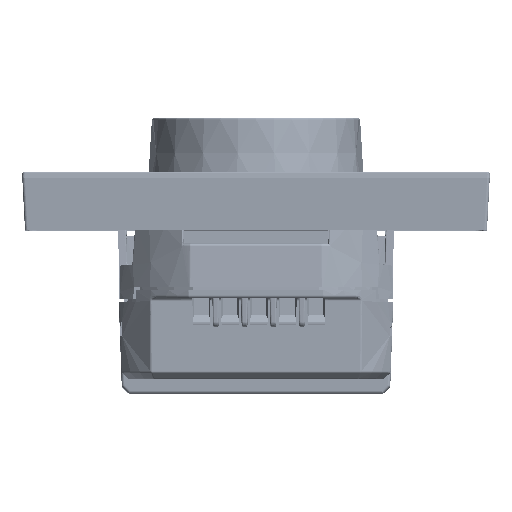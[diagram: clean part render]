
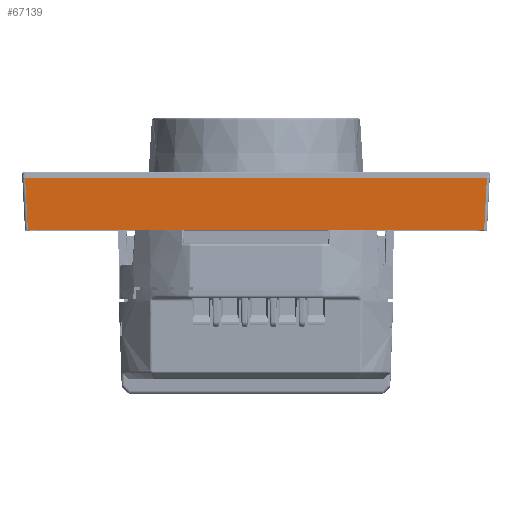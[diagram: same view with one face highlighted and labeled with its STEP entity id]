
A CAD part, top view. The second image highlights one B-rep face of the part: STEP entity #67139.
In plain terms, the highlighted planar face has unit normal (0, -0.052, 0.999).
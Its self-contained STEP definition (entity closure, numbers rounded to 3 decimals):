
#241=CARTESIAN_POINT('',(-39.729,0.,40.228));
#342=DIRECTION('',(0.052,0.997,0.052));
#343=VECTOR('',#342,9.025);
#344=CARTESIAN_POINT('',(39.729,0.,40.228));
#345=LINE('61168',#344,#343);
#349=DIRECTION('',(-1.,0.,0.));
#350=VECTOR('',#349,79.458);
#351=CARTESIAN_POINT('',(39.729,0.,40.228));
#352=LINE('61176',#351,#350);
#356=DIRECTION('',(-0.052,0.997,0.052));
#357=VECTOR('',#356,9.025);
#358=CARTESIAN_POINT('',(-39.729,0.,40.228));
#359=LINE('61173',#358,#357);
#404=DIRECTION('',(-1.,0.,0.));
#405=VECTOR('',#404,80.401);
#406=CARTESIAN_POINT('',(40.201,9.,40.7));
#407=LINE('61212',#406,#405);
#60426=CARTESIAN_POINT('',(39.729,0.,40.228));
#60427=CARTESIAN_POINT('',(40.201,9.,40.7));
#60428=VERTEX_POINT('',#60426);
#60429=VERTEX_POINT('',#60427);
#60437=VERTEX_POINT('',#241);
#60438=CARTESIAN_POINT('',(-40.201,9.,40.7));
#60439=VERTEX_POINT('',#60438);
#67126=CARTESIAN_POINT('',(40.7,9.,40.7));
#67127=DIRECTION('',(0.,0.052,-0.999));
#67128=DIRECTION('',(-1.,0.,0.));
#67129=AXIS2_PLACEMENT_3D('',#67126,#67127,#67128);
#67130=PLANE('21838',#67129);
#67131=ORIENTED_EDGE('61168',*,*,#67110,.F.);
#67132=ORIENTED_EDGE('61176',*,*,#66982,.T.);
#67134=ORIENTED_EDGE('61173',*,*,#67133,.T.);
#67136=ORIENTED_EDGE('61212',*,*,#67135,.F.);
#67137=EDGE_LOOP('21838',(#67131,#67132,#67134,#67136));
#67138=FACE_OUTER_BOUND('21838',#67137,.F.);
#67139=ADVANCED_FACE('21838',(#67138),#67130,.F.);
#66982=EDGE_CURVE('61176',#60428,#60437,#352,.T.);
#67110=EDGE_CURVE('61168',#60428,#60429,#345,.T.);
#67133=EDGE_CURVE('61173',#60437,#60439,#359,.T.);
#67135=EDGE_CURVE('61212',#60429,#60439,#407,.T.);
